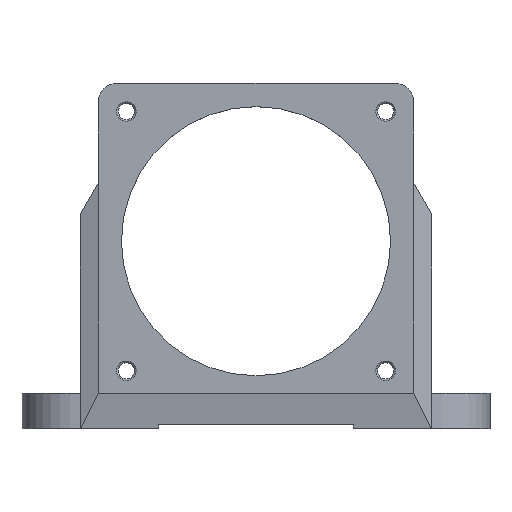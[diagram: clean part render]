
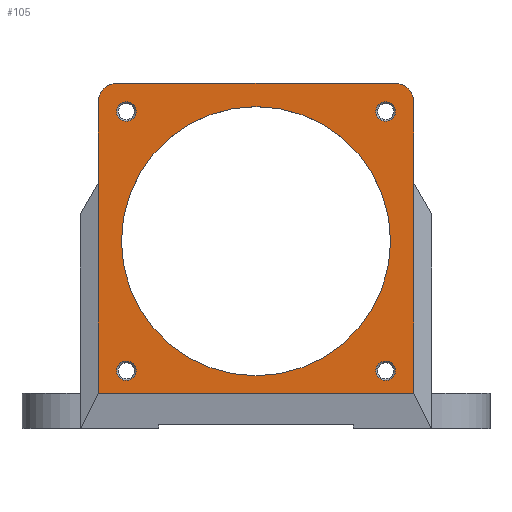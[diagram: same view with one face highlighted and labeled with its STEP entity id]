
A CAD part, top view. The second image highlights one B-rep face of the part: STEP entity #105.
In plain terms, the highlighted planar face has unit normal (0, 0, 1).
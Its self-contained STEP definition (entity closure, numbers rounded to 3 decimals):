
#105 = ADVANCED_FACE( '', ( #226, #227, #228, #229, #230, #231 ), #232, .T. );
#226 = FACE_BOUND( '', #425, .T. );
#227 = FACE_BOUND( '', #426, .T. );
#228 = FACE_BOUND( '', #427, .T. );
#229 = FACE_BOUND( '', #428, .T. );
#230 = FACE_OUTER_BOUND( '', #429, .T. );
#231 = FACE_BOUND( '', #430, .T. );
#232 = PLANE( '', #431 );
#425 = EDGE_LOOP( '', ( #780, #781 ) );
#426 = EDGE_LOOP( '', ( #782, #783 ) );
#427 = EDGE_LOOP( '', ( #784, #785 ) );
#428 = EDGE_LOOP( '', ( #786, #787 ) );
#429 = EDGE_LOOP( '', ( #788, #789, #790, #791, #792, #793, #794, #795 ) );
#430 = EDGE_LOOP( '', ( #796, #797 ) );
#431 = AXIS2_PLACEMENT_3D( '', #798, #799, #800 );
#780 = ORIENTED_EDGE( '', *, *, #1355, .T. );
#781 = ORIENTED_EDGE( '', *, *, #1356, .T. );
#782 = ORIENTED_EDGE( '', *, *, #1345, .T. );
#783 = ORIENTED_EDGE( '', *, *, #1360, .T. );
#784 = ORIENTED_EDGE( '', *, *, #1335, .T. );
#785 = ORIENTED_EDGE( '', *, *, #1364, .T. );
#786 = ORIENTED_EDGE( '', *, *, #1325, .T. );
#787 = ORIENTED_EDGE( '', *, *, #1368, .T. );
#788 = ORIENTED_EDGE( '', *, *, #1373, .T. );
#789 = ORIENTED_EDGE( '', *, *, #1391, .T. );
#790 = ORIENTED_EDGE( '', *, *, #1390, .T. );
#791 = ORIENTED_EDGE( '', *, *, #1392, .T. );
#792 = ORIENTED_EDGE( '', *, *, #1393, .T. );
#793 = ORIENTED_EDGE( '', *, *, #1394, .T. );
#794 = ORIENTED_EDGE( '', *, *, #1395, .T. );
#795 = ORIENTED_EDGE( '', *, *, #1396, .T. );
#796 = ORIENTED_EDGE( '', *, *, #1397, .T. );
#797 = ORIENTED_EDGE( '', *, *, #1309, .T. );
#798 = CARTESIAN_POINT( '', ( 0., 0., 1.5 ) );
#799 = DIRECTION( '', ( 0., 0., 1. ) );
#800 = DIRECTION( '', ( 1., 0., 0. ) );
#1309 = EDGE_CURVE( '', #1548, #1545, #1549, .T. );
#1325 = EDGE_CURVE( '', #1574, #1576, #1578, .T. );
#1335 = EDGE_CURVE( '', #1592, #1594, #1596, .T. );
#1345 = EDGE_CURVE( '', #1610, #1612, #1614, .T. );
#1355 = EDGE_CURVE( '', #1628, #1630, #1632, .T. );
#1356 = EDGE_CURVE( '', #1630, #1628, #1633, .T. );
#1360 = EDGE_CURVE( '', #1612, #1610, #1637, .T. );
#1364 = EDGE_CURVE( '', #1594, #1592, #1641, .T. );
#1368 = EDGE_CURVE( '', #1576, #1574, #1645, .T. );
#1373 = EDGE_CURVE( '', #1652, #1649, #1653, .T. );
#1390 = EDGE_CURVE( '', #1676, #1682, #1684, .T. );
#1391 = EDGE_CURVE( '', #1649, #1676, #1685, .T. );
#1392 = EDGE_CURVE( '', #1682, #1686, #1687, .T. );
#1393 = EDGE_CURVE( '', #1686, #1688, #1689, .T. );
#1394 = EDGE_CURVE( '', #1688, #1690, #1691, .T. );
#1395 = EDGE_CURVE( '', #1690, #1692, #1693, .T. );
#1396 = EDGE_CURVE( '', #1692, #1652, #1694, .T. );
#1397 = EDGE_CURVE( '', #1545, #1548, #1695, .T. );
#1545 = VERTEX_POINT( '', #1932 );
#1548 = VERTEX_POINT( '', #1936 );
#1549 = CIRCLE( '', #1937, 34.5 );
#1574 = VERTEX_POINT( '', #1969 );
#1576 = VERTEX_POINT( '', #1972 );
#1578 = CIRCLE( '', #1975, 2.5 );
#1592 = VERTEX_POINT( '', #1993 );
#1594 = VERTEX_POINT( '', #1996 );
#1596 = CIRCLE( '', #1999, 2.5 );
#1610 = VERTEX_POINT( '', #2017 );
#1612 = VERTEX_POINT( '', #2020 );
#1614 = CIRCLE( '', #2023, 2.5 );
#1628 = VERTEX_POINT( '', #2041 );
#1630 = VERTEX_POINT( '', #2044 );
#1632 = CIRCLE( '', #2047, 2.5 );
#1633 = CIRCLE( '', #2048, 2.5 );
#1637 = CIRCLE( '', #2052, 2.5 );
#1641 = CIRCLE( '', #2056, 2.5 );
#1645 = CIRCLE( '', #2060, 2.5 );
#1649 = VERTEX_POINT( '', #2064 );
#1652 = VERTEX_POINT( '', #2068 );
#1653 = LINE( '', #2069, #2070 );
#1676 = VERTEX_POINT( '', #2104 );
#1682 = VERTEX_POINT( '', #2113 );
#1684 = LINE( '', #2116, #2117 );
#1685 = LINE( '', #2118, #2119 );
#1686 = VERTEX_POINT( '', #2120 );
#1687 = LINE( '', #2121, #2122 );
#1688 = VERTEX_POINT( '', #2123 );
#1689 = CIRCLE( '', #2124, 5. );
#1690 = VERTEX_POINT( '', #2125 );
#1691 = LINE( '', #2126, #2127 );
#1692 = VERTEX_POINT( '', #2128 );
#1693 = CIRCLE( '', #2129, 5. );
#1694 = LINE( '', #2130, #2131 );
#1695 = CIRCLE( '', #2132, 34.5 );
#1932 = CARTESIAN_POINT( '', ( 0., 34.5, 1.5 ) );
#1936 = CARTESIAN_POINT( '', ( 0., -34.5, 1.5 ) );
#1937 = AXIS2_PLACEMENT_3D( '', #2477, #2478, #2479 );
#1969 = CARTESIAN_POINT( '', ( -35.002, -35.002, 1.5 ) );
#1972 = CARTESIAN_POINT( '', ( -31.466, -31.466, 1.5 ) );
#1975 = AXIS2_PLACEMENT_3D( '', #2507, #2508, #2509 );
#1993 = CARTESIAN_POINT( '', ( -35.002, 31.466, 1.5 ) );
#1996 = CARTESIAN_POINT( '', ( -31.466, 35.002, 1.5 ) );
#1999 = AXIS2_PLACEMENT_3D( '', #2525, #2526, #2527 );
#2017 = CARTESIAN_POINT( '', ( 31.466, 31.466, 1.5 ) );
#2020 = CARTESIAN_POINT( '', ( 35.002, 35.002, 1.5 ) );
#2023 = AXIS2_PLACEMENT_3D( '', #2543, #2544, #2545 );
#2041 = CARTESIAN_POINT( '', ( 31.466, -35.002, 1.5 ) );
#2044 = CARTESIAN_POINT( '', ( 35.002, -31.466, 1.5 ) );
#2047 = AXIS2_PLACEMENT_3D( '', #2561, #2562, #2563 );
#2048 = AXIS2_PLACEMENT_3D( '', #2564, #2565, #2566 );
#2052 = AXIS2_PLACEMENT_3D( '', #2576, #2577, #2578 );
#2056 = AXIS2_PLACEMENT_3D( '', #2588, #2589, #2590 );
#2060 = AXIS2_PLACEMENT_3D( '', #2600, #2601, #2602 );
#2064 = CARTESIAN_POINT( '', ( -40.5, -39., 1.5 ) );
#2068 = CARTESIAN_POINT( '', ( -40.5, 14.794, 1.5 ) );
#2069 = CARTESIAN_POINT( '', ( -40.5, 20.25, 1.5 ) );
#2070 = VECTOR( '', #2613, 1. );
#2104 = CARTESIAN_POINT( '', ( 40.5, -39., 1.5 ) );
#2113 = CARTESIAN_POINT( '', ( 40.5, 14.794, 1.5 ) );
#2116 = CARTESIAN_POINT( '', ( 40.5, 44.25, 1.5 ) );
#2117 = VECTOR( '', #2632, 1. );
#2118 = CARTESIAN_POINT( '', ( -41., -39., 1.5 ) );
#2119 = VECTOR( '', #2633, 1. );
#2120 = CARTESIAN_POINT( '', ( 40.5, 35.5, 1.5 ) );
#2121 = CARTESIAN_POINT( '', ( 40.5, 14.794, 1.5 ) );
#2122 = VECTOR( '', #2634, 1. );
#2123 = CARTESIAN_POINT( '', ( 35.5, 40.5, 1.5 ) );
#2124 = AXIS2_PLACEMENT_3D( '', #2635, #2636, #2637 );
#2125 = CARTESIAN_POINT( '', ( -35.5, 40.5, 1.5 ) );
#2126 = CARTESIAN_POINT( '', ( 35.5, 40.5, 1.5 ) );
#2127 = VECTOR( '', #2638, 1. );
#2128 = CARTESIAN_POINT( '', ( -40.5, 35.5, 1.5 ) );
#2129 = AXIS2_PLACEMENT_3D( '', #2639, #2640, #2641 );
#2130 = CARTESIAN_POINT( '', ( -40.5, 35.5, 1.5 ) );
#2131 = VECTOR( '', #2642, 1. );
#2132 = AXIS2_PLACEMENT_3D( '', #2643, #2644, #2645 );
#2477 = CARTESIAN_POINT( '', ( 0., 0., 1.5 ) );
#2478 = DIRECTION( '', ( 0., 0., -1. ) );
#2479 = DIRECTION( '', ( 0., 1., 0. ) );
#2507 = CARTESIAN_POINT( '', ( -33.234, -33.234, 1.5 ) );
#2508 = DIRECTION( '', ( 0., 0., -1. ) );
#2509 = DIRECTION( '', ( -0.707, -0.707, 0. ) );
#2525 = CARTESIAN_POINT( '', ( -33.234, 33.234, 1.5 ) );
#2526 = DIRECTION( '', ( 0., 0., -1. ) );
#2527 = DIRECTION( '', ( -0.707, -0.707, 0. ) );
#2543 = CARTESIAN_POINT( '', ( 33.234, 33.234, 1.5 ) );
#2544 = DIRECTION( '', ( 0., 0., -1. ) );
#2545 = DIRECTION( '', ( -0.707, -0.707, 0. ) );
#2561 = CARTESIAN_POINT( '', ( 33.234, -33.234, 1.5 ) );
#2562 = DIRECTION( '', ( 0., 0., -1. ) );
#2563 = DIRECTION( '', ( -0.707, -0.707, 0. ) );
#2564 = CARTESIAN_POINT( '', ( 33.234, -33.234, 1.5 ) );
#2565 = DIRECTION( '', ( 0., 0., -1. ) );
#2566 = DIRECTION( '', ( -0.707, -0.707, 0. ) );
#2576 = CARTESIAN_POINT( '', ( 33.234, 33.234, 1.5 ) );
#2577 = DIRECTION( '', ( 0., 0., -1. ) );
#2578 = DIRECTION( '', ( -0.707, -0.707, 0. ) );
#2588 = CARTESIAN_POINT( '', ( -33.234, 33.234, 1.5 ) );
#2589 = DIRECTION( '', ( 0., 0., -1. ) );
#2590 = DIRECTION( '', ( -0.707, -0.707, 0. ) );
#2600 = CARTESIAN_POINT( '', ( -33.234, -33.234, 1.5 ) );
#2601 = DIRECTION( '', ( 0., 0., -1. ) );
#2602 = DIRECTION( '', ( -0.707, -0.707, 0. ) );
#2613 = DIRECTION( '', ( 0., -1., 0. ) );
#2632 = DIRECTION( '', ( 0., 1., 0. ) );
#2633 = DIRECTION( '', ( 1., 0., 0. ) );
#2634 = DIRECTION( '', ( 0., 1., 0. ) );
#2635 = CARTESIAN_POINT( '', ( 35.5, 35.5, 1.5 ) );
#2636 = DIRECTION( '', ( 0., 0., 1. ) );
#2637 = DIRECTION( '', ( 1., 0., 0. ) );
#2638 = DIRECTION( '', ( -1., 0., 0. ) );
#2639 = CARTESIAN_POINT( '', ( -35.5, 35.5, 1.5 ) );
#2640 = DIRECTION( '', ( 0., 0., 1. ) );
#2641 = DIRECTION( '', ( 0., 1., 0. ) );
#2642 = DIRECTION( '', ( 0., -1., 0. ) );
#2643 = CARTESIAN_POINT( '', ( 0., 0., 1.5 ) );
#2644 = DIRECTION( '', ( 0., 0., -1. ) );
#2645 = DIRECTION( '', ( 0., 1., 0. ) );
